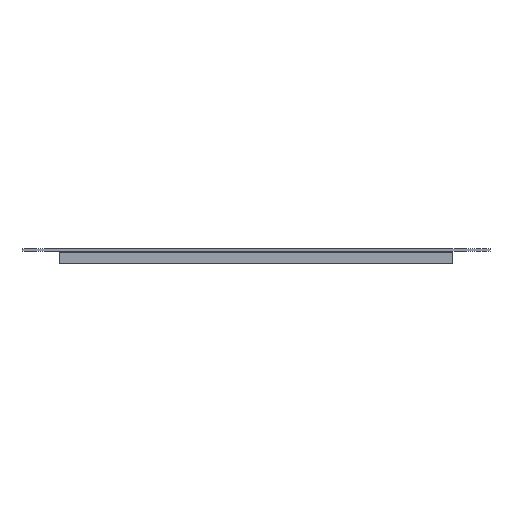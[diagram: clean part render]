
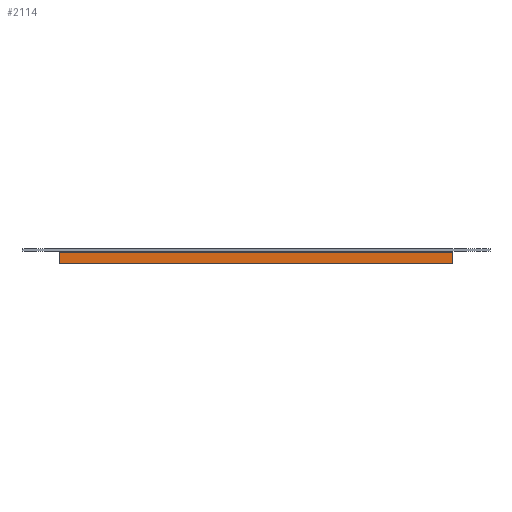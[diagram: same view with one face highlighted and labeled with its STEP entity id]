
A CAD part, front view. The second image highlights one B-rep face of the part: STEP entity #2114.
In plain terms, the highlighted planar face has unit normal (0, -1, 0).
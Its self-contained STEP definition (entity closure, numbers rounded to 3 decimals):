
#2034=CARTESIAN_POINT('',(202.99,-49.375,-12.5));
#2035=VERTEX_POINT('',#2034);
#2036=CARTESIAN_POINT('',(202.99,-49.375,-1.));
#2037=VERTEX_POINT('',#2036);
#2038=CARTESIAN_POINT('',(202.99,-49.375,-12.5));
#2039=DIRECTION('',(0.0,0.0,1.0));
#2040=VECTOR('',#2039,11.5);
#2041=LINE('',#2038,#2040);
#2042=EDGE_CURVE('',#2035,#2037,#2041,.T.);
#2084=CARTESIAN_POINT('',(0.,-49.375,-5.101));
#2085=DIRECTION('',(0.0,1.0,0.0));
#2086=DIRECTION('',(1.0,0.0,0.0));
#2087=AXIS2_PLACEMENT_3D('',#2084,#2085,#2086);
#2088=PLANE('',#2087);
#2089=CARTESIAN_POINT('',(-202.99,-49.375,-1.));
#2090=VERTEX_POINT('',#2089);
#2091=CARTESIAN_POINT('',(202.99,-49.375,-1.));
#2092=DIRECTION('',(-1.0,0.0,0.0));
#2093=VECTOR('',#2092,405.98);
#2094=LINE('',#2091,#2093);
#2095=EDGE_CURVE('',#2037,#2090,#2094,.T.);
#2096=ORIENTED_EDGE('',*,*,#2095,.T.);
#2097=CARTESIAN_POINT('',(-202.99,-49.375,-12.5));
#2098=VERTEX_POINT('',#2097);
#2099=CARTESIAN_POINT('',(-202.99,-49.375,-12.5));
#2100=DIRECTION('',(0.0,0.0,1.0));
#2101=VECTOR('',#2100,11.5);
#2102=LINE('',#2099,#2101);
#2103=EDGE_CURVE('',#2098,#2090,#2102,.T.);
#2104=ORIENTED_EDGE('',*,*,#2103,.F.);
#2105=CARTESIAN_POINT('',(-202.99,-49.375,-12.5));
#2106=DIRECTION('',(1.0,0.0,0.0));
#2107=VECTOR('',#2106,405.98);
#2108=LINE('',#2105,#2107);
#2109=EDGE_CURVE('',#2098,#2035,#2108,.T.);
#2110=ORIENTED_EDGE('',*,*,#2109,.T.);
#2111=ORIENTED_EDGE('',*,*,#2042,.T.);
#2112=EDGE_LOOP('',(#2096,#2104,#2110,#2111));
#2113=FACE_OUTER_BOUND('',#2112,.T.);
#2114=ADVANCED_FACE('',(#2113),#2088,.F.);
